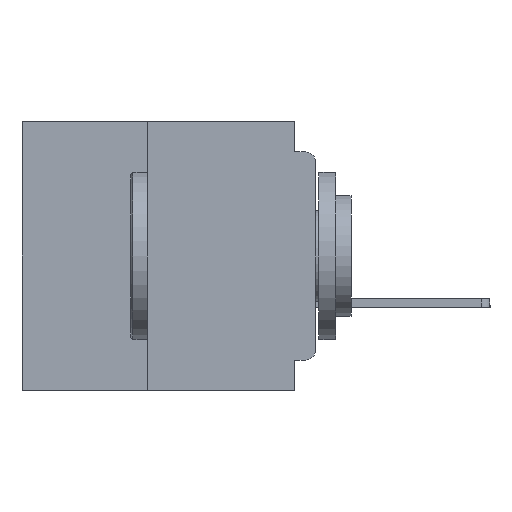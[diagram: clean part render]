
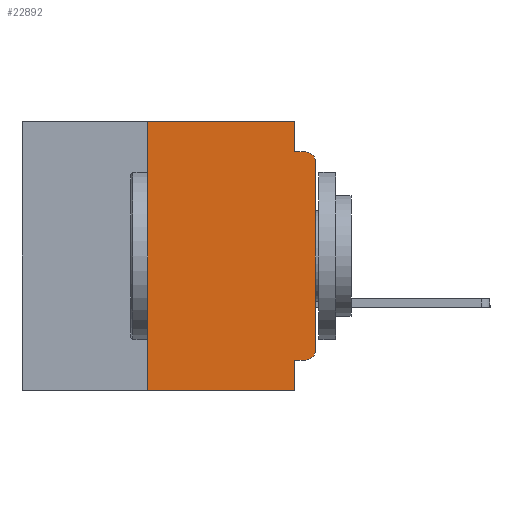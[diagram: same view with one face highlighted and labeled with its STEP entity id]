
A CAD part, left-side view. The second image highlights one B-rep face of the part: STEP entity #22892.
In plain terms, the highlighted planar face has unit normal (-1, 0, 0).
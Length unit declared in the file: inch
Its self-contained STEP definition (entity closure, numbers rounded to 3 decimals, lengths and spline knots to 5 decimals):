
#485 = CARTESIAN_POINT ( 'NONE',  ( 0., 0., -0.045 ) ) ;
#500 = VECTOR ( 'NONE', #543, 39.37008 ) ;
#543 = DIRECTION ( 'NONE',  ( 0., 1., 0. ) ) ;
#736 = VERTEX_POINT ( 'NONE', #20183 ) ;
#779 = ORIENTED_EDGE ( 'NONE', *, *, #31366, .T. ) ;
#2697 = CARTESIAN_POINT ( 'NONE',  ( 0., 0.015, -0.06 ) ) ;
#2815 = ORIENTED_EDGE ( 'NONE', *, *, #23148, .F. ) ;
#2907 = VERTEX_POINT ( 'NONE', #12917 ) ;
#3420 = DIRECTION ( 'NONE',  ( 0., -1., 0. ) ) ;
#3604 = LINE ( 'NONE', #30914, #33899 ) ;
#5117 = AXIS2_PLACEMENT_3D ( 'NONE', #13949, #5162, #25648 ) ;
#5162 = DIRECTION ( 'NONE',  ( 1., 0., 0. ) ) ;
#5626 = DIRECTION ( 'NONE',  ( 0., 0., -1. ) ) ;
#5939 = VECTOR ( 'NONE', #3420, 39.37008 ) ;
#6452 = ORIENTED_EDGE ( 'NONE', *, *, #13619, .F. ) ;
#6677 = VECTOR ( 'NONE', #33974, 39.37008 ) ;
#7420 = DIRECTION ( 'NONE',  ( 0., -1., 0. ) ) ;
#7601 = DIRECTION ( 'NONE',  ( 0., 0., -1. ) ) ;
#7789 = DIRECTION ( 'NONE',  ( 0., -1., 0. ) ) ;
#8143 = AXIS2_PLACEMENT_3D ( 'NONE', #14316, #34789, #17247 ) ;
#8282 = LINE ( 'NONE', #15549, #15171 ) ;
#9813 = CARTESIAN_POINT ( 'NONE',  ( 0., 0.25, 0. ) ) ;
#10392 = ORIENTED_EDGE ( 'NONE', *, *, #37574, .T. ) ;
#10434 = VECTOR ( 'NONE', #7420, 39.37008 ) ;
#10766 = VERTEX_POINT ( 'NONE', #34179 ) ;
#11355 = LINE ( 'NONE', #24927, #10434 ) ;
#12322 = VERTEX_POINT ( 'NONE', #15273 ) ;
#12416 = ORIENTED_EDGE ( 'NONE', *, *, #20710, .F. ) ;
#12606 = DIRECTION ( 'NONE',  ( 0., 0., 1. ) ) ;
#12917 = CARTESIAN_POINT ( 'NONE',  ( 0., 0.031, -0.4 ) ) ;
#13619 = EDGE_CURVE ( 'NONE', #12322, #16714, #8282, .T. ) ;
#13949 = CARTESIAN_POINT ( 'NONE',  ( 0., 0.437, 0. ) ) ;
#14274 = VERTEX_POINT ( 'NONE', #26392 ) ;
#14316 = CARTESIAN_POINT ( 'NONE',  ( 0., 0.015, -0.34 ) ) ;
#14497 = LINE ( 'NONE', #31222, #29115 ) ;
#15071 = CIRCLE ( 'NONE', #17392, 0.015 ) ;
#15171 = VECTOR ( 'NONE', #27252, 39.37008 ) ;
#15273 = CARTESIAN_POINT ( 'NONE',  ( 0., 0.25, -0.4 ) ) ;
#15549 = CARTESIAN_POINT ( 'NONE',  ( 0., 0.25, -0.4 ) ) ;
#15945 = VERTEX_POINT ( 'NONE', #17505 ) ;
#16255 = CARTESIAN_POINT ( 'NONE',  ( 0., 0., -0.34 ) ) ;
#16714 = VERTEX_POINT ( 'NONE', #9813 ) ;
#17034 = EDGE_CURVE ( 'NONE', #14274, #24460, #19566, .T. ) ;
#17247 = DIRECTION ( 'NONE',  ( 0., 0., -1. ) ) ;
#17392 = AXIS2_PLACEMENT_3D ( 'NONE', #2697, #23176, #5626 ) ;
#17464 = EDGE_CURVE ( 'NONE', #736, #15945, #28199, .T. ) ;
#17467 = CARTESIAN_POINT ( 'NONE',  ( 0., 0.015, -0.045 ) ) ;
#17505 = CARTESIAN_POINT ( 'NONE',  ( 0., 0.031, -0.045 ) ) ;
#18318 = ORIENTED_EDGE ( 'NONE', *, *, #26612, .F. ) ;
#19566 = CIRCLE ( 'NONE', #8143, 0.015 ) ;
#20183 = CARTESIAN_POINT ( 'NONE',  ( 0., 0.031, 0. ) ) ;
#20710 = EDGE_CURVE ( 'NONE', #15945, #29552, #36209, .T. ) ;
#21202 = CARTESIAN_POINT ( 'NONE',  ( 0., 0.031, -0.355 ) ) ;
#22524 = ORIENTED_EDGE ( 'NONE', *, *, #30650, .F. ) ;
#22734 = PLANE ( 'NONE',  #5117 ) ;
#22892 = ADVANCED_FACE ( 'NONE', ( #33090 ), #22734, .F. ) ;
#23148 = EDGE_CURVE ( 'NONE', #14274, #29064, #30770, .T. ) ;
#23176 = DIRECTION ( 'NONE',  ( -1., 0., 0. ) ) ;
#23853 = ORIENTED_EDGE ( 'NONE', *, *, #36483, .T. ) ;
#23971 = CARTESIAN_POINT ( 'NONE',  ( 0., 0., -0.355 ) ) ;
#24460 = VERTEX_POINT ( 'NONE', #16255 ) ;
#24927 = CARTESIAN_POINT ( 'NONE',  ( 0., 0.437, -0.4 ) ) ;
#25009 = VECTOR ( 'NONE', #12606, 39.37008 ) ;
#25648 = DIRECTION ( 'NONE',  ( 0., 0., -1. ) ) ;
#26150 = ORIENTED_EDGE ( 'NONE', *, *, #17034, .T. ) ;
#26392 = CARTESIAN_POINT ( 'NONE',  ( 0., 0.015, -0.355 ) ) ;
#26612 = EDGE_CURVE ( 'NONE', #16714, #736, #14497, .T. ) ;
#27002 = CARTESIAN_POINT ( 'NONE',  ( 0., 0., 0. ) ) ;
#27252 = DIRECTION ( 'NONE',  ( 0., 0., 1. ) ) ;
#28199 = LINE ( 'NONE', #31018, #6677 ) ;
#29064 = VERTEX_POINT ( 'NONE', #21202 ) ;
#29115 = VECTOR ( 'NONE', #7789, 39.37008 ) ;
#29552 = VERTEX_POINT ( 'NONE', #17467 ) ;
#30650 = EDGE_CURVE ( 'NONE', #29064, #2907, #3604, .T. ) ;
#30770 = LINE ( 'NONE', #23971, #500 ) ;
#30914 = CARTESIAN_POINT ( 'NONE',  ( 0., 0.031, -0.4 ) ) ;
#31018 = CARTESIAN_POINT ( 'NONE',  ( 0., 0.031, 0. ) ) ;
#31222 = CARTESIAN_POINT ( 'NONE',  ( 0., 0.437, 0. ) ) ;
#31366 = EDGE_CURVE ( 'NONE', #10766, #29552, #15071, .T. ) ;
#32831 = LINE ( 'NONE', #27002, #25009 ) ;
#33090 = FACE_OUTER_BOUND ( 'NONE', #36306, .T. ) ;
#33899 = VECTOR ( 'NONE', #7601, 39.37008 ) ;
#33966 = ORIENTED_EDGE ( 'NONE', *, *, #17464, .F. ) ;
#33974 = DIRECTION ( 'NONE',  ( 0., 0., -1. ) ) ;
#34179 = CARTESIAN_POINT ( 'NONE',  ( 0., 0., -0.06 ) ) ;
#34789 = DIRECTION ( 'NONE',  ( -1., 0., 0. ) ) ;
#36209 = LINE ( 'NONE', #485, #5939 ) ;
#36306 = EDGE_LOOP ( 'NONE', ( #10392, #779, #12416, #33966, #18318, #6452, #23853, #22524, #2815, #26150 ) ) ;
#36483 = EDGE_CURVE ( 'NONE', #12322, #2907, #11355, .T. ) ;
#37574 = EDGE_CURVE ( 'NONE', #24460, #10766, #32831, .T. ) ;
